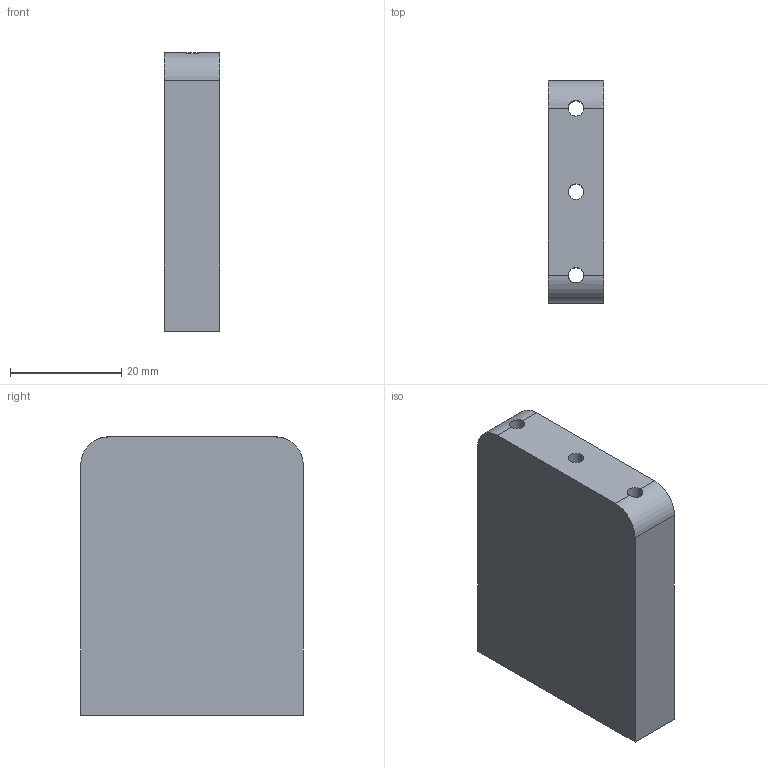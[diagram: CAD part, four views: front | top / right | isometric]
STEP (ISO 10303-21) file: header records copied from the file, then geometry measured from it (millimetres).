
FILE_DESCRIPTION(/* description */ (''),/* implementation_level */ '2;1');
FILE_NAME(/* name */ '60_Planktoscope_Illuminationsource.stp',/* time_stamp */ '2024-07-24T08:30:44+02:00',/* author */ ('diederichbenedict'),/* organization */ (''),/* preprocessor_version */ 'ST-DEVELOPER v20',/* originating_system */ 'Autodesk Inventor 2024',/* authorisation */ '');
FILE_SCHEMA (('AUTOMOTIVE_DESIGN { 1 0 10303 214 3 1 1 }'));
Length unit declared in the file: millimetre
Products named in the file (1): 60_Planktoscope_Illuminationsource
Bounding box: 10 x 40 x 50 mm (x, y, z)
Volume: 18969.4 mm3; surface area: 7017.2 mm2
Topology: 1 solids, 1 shells, 11 faces, 31 edges, 20 vertices
Faces by surface type: plane 6, cylinder 5
Full cylindrical faces by diameter (mm): 2.8 x3
Entity records: 446 total; most frequent: CARTESIAN_POINT 99, DIRECTION 63, ORIENTED_EDGE 62, EDGE_CURVE 31, AXIS2_PLACEMENT_3D 22, VERTEX_POINT 20, LINE 19, VECTOR 19
